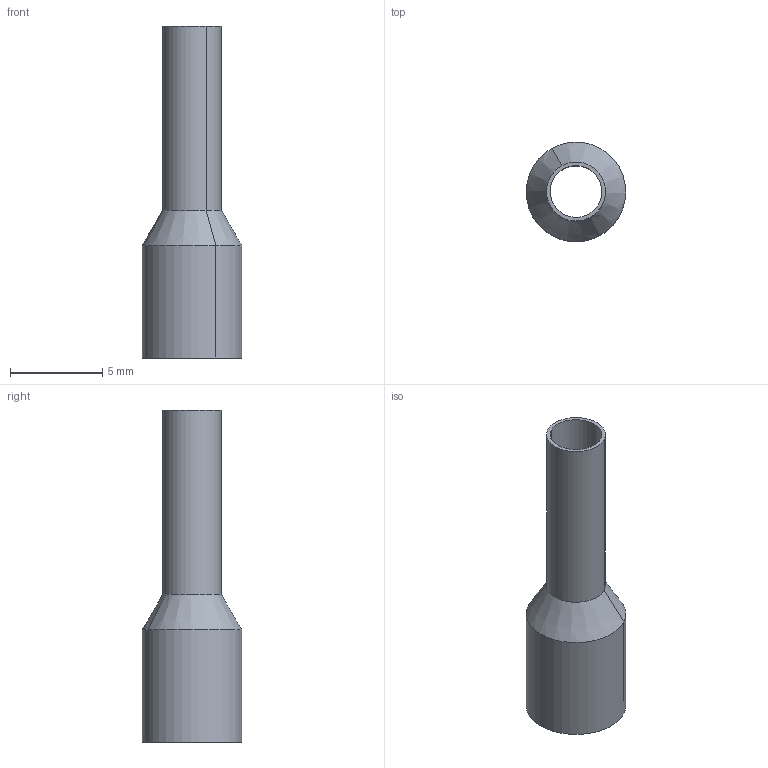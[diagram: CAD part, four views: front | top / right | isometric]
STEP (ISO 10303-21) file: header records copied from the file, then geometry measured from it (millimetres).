
FILE_DESCRIPTION(('CATIA V5R20 STEP214','CAx-IF Rec.Pracs.--- Model Styling and Organization---1.2---2011-12-15'),'2;1');
FILE_NAME ('D1464630_0_9026010000_9026010000.stp','2018-05-08T14:09:19+00:00',('none'),('Weidmueller'),'CATIA Version 5-6 Release 2014 SP4 HF52','CATIA V5 STEP AP214','none');
FILE_SCHEMA(('AUTOMOTIVE_DESIGN { 1 0 10303 214 1 1 1 1 }'));
Length unit declared in the file: millimetre
Products named in the file (1): 9026010000_H4,0-18 GR
Bounding box: 5.4 x 5.4 x 18 mm (x, y, z)
Volume: 56.2 mm3; surface area: 448.9 mm2
Topology: 2 solids, 2 shells, 18 faces, 36 edges, 22 vertices
Faces by surface type: cylinder 10, plane 4, cone 4
Entity records: 466 total; most frequent: ORIENTED_EDGE 72, CARTESIAN_POINT 70, DIRECTION 58, EDGE_CURVE 36, AXIS2_PLACEMENT_3D 34, CIRCLE 22, EDGE_LOOP 22, VERTEX_POINT 22
